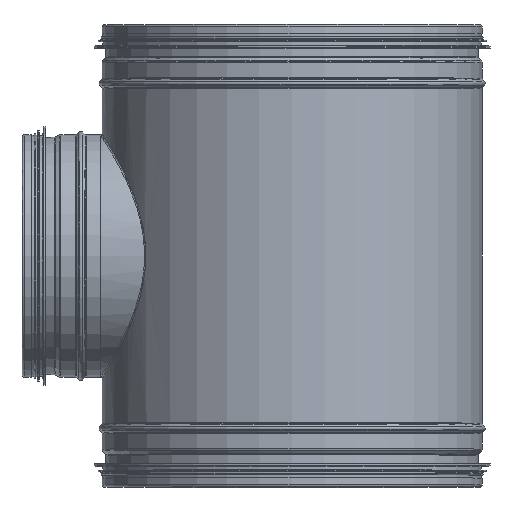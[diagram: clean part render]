
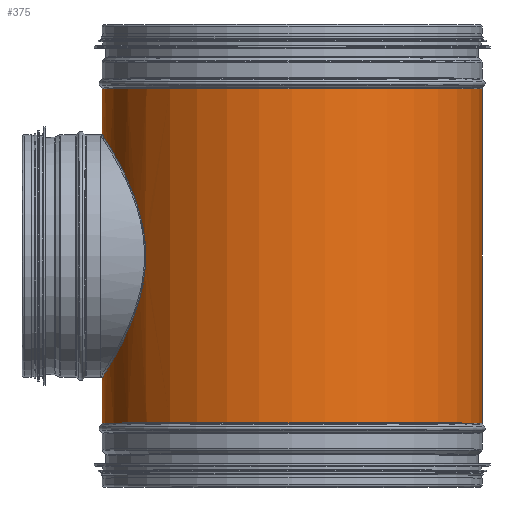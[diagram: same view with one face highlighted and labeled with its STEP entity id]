
A CAD part, top view. The second image highlights one B-rep face of the part: STEP entity #375.
In plain terms, the highlighted cylindrical face has radius 124.45 mm (diameter 248.9 mm), a full revolution.
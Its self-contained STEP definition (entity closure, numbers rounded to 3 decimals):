
#248=CARTESIAN_POINT('',(-95.862,151.0,79.362));
#249=VERTEX_POINT('',#248);
#291=CARTESIAN_POINT('',(-95.86,151.,79.363));
#292=CARTESIAN_POINT('',(-95.859,157.171,79.364));
#293=CARTESIAN_POINT('',(-97.074,169.514,77.925));
#294=CARTESIAN_POINT('',(-103.347,192.146,69.808));
#295=CARTESIAN_POINT('',(-112.349,210.53,55.196));
#296=CARTESIAN_POINT('',(-119.69,223.347,35.413));
#297=CARTESIAN_POINT('',(-123.532,229.554,18.368));
#298=CARTESIAN_POINT('',(-124.91,231.724,0.004));
#299=CARTESIAN_POINT('',(-123.378,229.315,-20.42));
#300=CARTESIAN_POINT('',(-118.186,220.896,-40.944));
#301=CARTESIAN_POINT('',(-111.375,208.545,-56.058));
#302=CARTESIAN_POINT('',(-105.808,196.421,-65.669));
#303=CARTESIAN_POINT('',(-100.59,182.93,-73.499));
#304=CARTESIAN_POINT('',(-96.654,167.47,-78.41));
#305=CARTESIAN_POINT('',(-95.597,151.,-79.68));
#306=CARTESIAN_POINT('',(-96.656,134.53,-78.409));
#307=CARTESIAN_POINT('',(-100.584,119.064,-73.499));
#308=CARTESIAN_POINT('',(-108.428,98.844,-61.753));
#309=CARTESIAN_POINT('',(-117.246,82.648,-44.674));
#310=CARTESIAN_POINT('',(-123.852,71.909,-18.557));
#311=CARTESIAN_POINT('',(-125.125,69.949,6.263));
#312=CARTESIAN_POINT('',(-121.463,75.705,30.209));
#313=CARTESIAN_POINT('',(-114.875,86.886,48.899));
#314=CARTESIAN_POINT('',(-107.864,100.669,62.491));
#315=CARTESIAN_POINT('',(-101.768,115.507,71.843));
#316=CARTESIAN_POINT('',(-97.079,132.488,77.922));
#317=CARTESIAN_POINT('',(-95.861,144.829,79.363));
#318=CARTESIAN_POINT('',(-95.86,151.,79.363));
#319=B_SPLINE_CURVE_WITH_KNOTS('',3,(#291,#292,#293,#294,#295,#296,#297,#298,#299,#300,#301,#302,#303,#304,#305,#306,#307,#308,#309,#310,#311,#312,#313,#314,#315,#316,#317,#318),.UNSPECIFIED.,.T.,.U.,(4,1,1,1,1,1,1,1,1,1,1,1,1,1,1,1,1,1,1,1,1,1,1,1,1,4),(-49.353,-47.59,-45.828,-42.303,-40.54,-38.777,-37.015,-35.252,-32.902,-30.552,-29.377,-28.202,-25.852,-24.677,-23.501,-21.151,-19.976,-16.451,-14.101,-11.751,-9.401,-7.05,-5.288,-3.525,-1.763,0.0),.UNSPECIFIED.);
#320=EDGE_CURVE('',#249,#249,#319,.T.);
#345=CARTESIAN_POINT('',(0.0,96.25,0.0));
#346=DIRECTION('',(0.0,-1.0,0.0));
#347=DIRECTION('',(1.0,0.0,0.0));
#348=AXIS2_PLACEMENT_3D('',#345,#346,#347);
#349=CYLINDRICAL_SURFACE('',#348,124.45);
#350=CARTESIAN_POINT('',(124.45,260.5,0.0));
#351=VERTEX_POINT('',#350);
#352=CARTESIAN_POINT('',(0.0,260.5,0.0));
#353=DIRECTION('',(0.0,-1.0,0.0));
#354=DIRECTION('',(1.0,0.0,0.0));
#355=AXIS2_PLACEMENT_3D('',#352,#353,#354);
#356=CIRCLE('',#355,124.45);
#357=EDGE_CURVE('',#351,#351,#356,.T.);
#358=ORIENTED_EDGE('',*,*,#357,.T.);
#359=EDGE_LOOP('',(#358));
#360=FACE_OUTER_BOUND('',#359,.T.);
#361=CARTESIAN_POINT('',(124.45,41.5,0.0));
#362=VERTEX_POINT('',#361);
#363=CARTESIAN_POINT('',(0.0,41.5,0.0));
#364=DIRECTION('',(0.0,-1.0,0.0));
#365=DIRECTION('',(1.0,0.0,0.0));
#366=AXIS2_PLACEMENT_3D('',#363,#364,#365);
#367=CIRCLE('',#366,124.45);
#368=EDGE_CURVE('',#362,#362,#367,.T.);
#369=ORIENTED_EDGE('',*,*,#368,.F.);
#370=EDGE_LOOP('',(#369));
#371=FACE_BOUND('',#370,.T.);
#372=ORIENTED_EDGE('',*,*,#320,.F.);
#373=EDGE_LOOP('',(#372));
#374=FACE_BOUND('',#373,.T.);
#375=ADVANCED_FACE('',(#360,#371,#374),#349,.T.);
